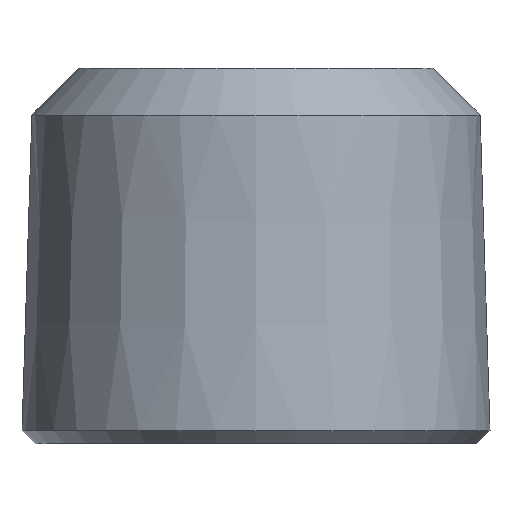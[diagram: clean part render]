
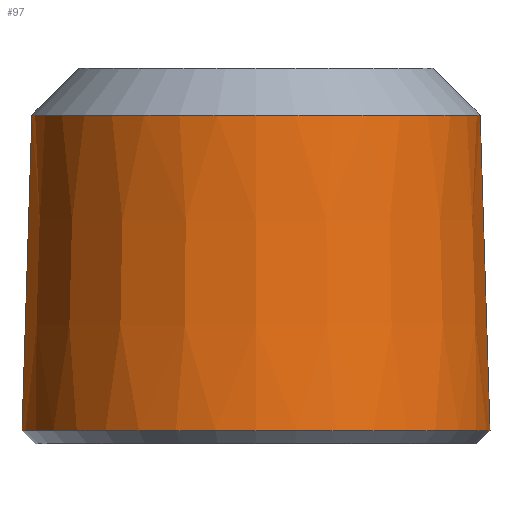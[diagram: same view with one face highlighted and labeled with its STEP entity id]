
A CAD part, left-side view. The second image highlights one B-rep face of the part: STEP entity #97.
In plain terms, the highlighted conical face has half-angle 1.79 degrees and reference radius 4.876 mm.
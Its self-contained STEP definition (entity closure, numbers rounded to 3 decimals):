
#48=CONICAL_SURFACE('',#320,4.876,1.79);
#55=LINE('',#428,#75);
#56=LINE('',#429,#76);
#75=VECTOR('',#358,1.);
#76=VECTOR('',#359,1.);
#97=ADVANCED_FACE('',(#121),#48,.T.);
#121=FACE_OUTER_BOUND('',#136,.T.);
#136=EDGE_LOOP('',(#163,#164,#165,#166));
#163=ORIENTED_EDGE('',*,*,#247,.T.);
#164=ORIENTED_EDGE('',*,*,#251,.T.);
#165=ORIENTED_EDGE('',*,*,#253,.F.);
#166=ORIENTED_EDGE('',*,*,#252,.F.);
#223=VERTEX_POINT('',#418);
#224=VERTEX_POINT('',#420);
#225=VERTEX_POINT('',#426);
#226=VERTEX_POINT('',#427);
#247=EDGE_CURVE('',#224,#223,#282,.T.);
#251=EDGE_CURVE('',#223,#226,#55,.T.);
#252=EDGE_CURVE('',#224,#225,#56,.T.);
#253=EDGE_CURVE('',#225,#226,#285,.T.);
#282=CIRCLE('',#313,4.771);
#285=CIRCLE('',#319,4.981);
#313=AXIS2_PLACEMENT_3D('',#419,#347,#348);
#319=AXIS2_PLACEMENT_3D('',#431,#362,#363);
#320=AXIS2_PLACEMENT_3D('',#432,#364,#365);
#347=DIRECTION('',(0.,0.,-1.));
#348=DIRECTION('',(0.,-1.,0.));
#358=DIRECTION('',(0.,0.031,-1.));
#359=DIRECTION('',(0.,-0.031,-1.));
#362=DIRECTION('',(0.,0.,-1.));
#363=DIRECTION('',(0.,-1.,0.));
#364=DIRECTION('',(0.,0.,-1.));
#365=DIRECTION('',(0.,1.,0.));
#418=CARTESIAN_POINT('',(0.,4.771,7.));
#419=CARTESIAN_POINT('',(0.,0.,7.));
#420=CARTESIAN_POINT('',(0.,-4.771,7.));
#426=CARTESIAN_POINT('',(0.,-4.981,0.282));
#427=CARTESIAN_POINT('',(0.,4.981,0.282));
#428=CARTESIAN_POINT('',(0.,4.771,7.));
#429=CARTESIAN_POINT('',(0.,-4.771,7.));
#431=CARTESIAN_POINT('',(0.,0.,0.282));
#432=CARTESIAN_POINT('',(0.,0.,3.641));
